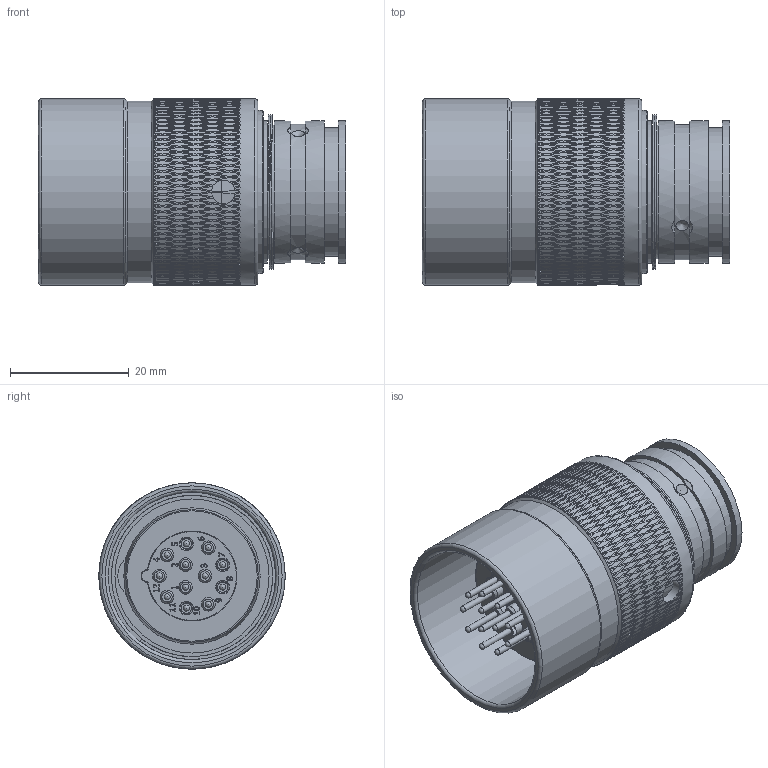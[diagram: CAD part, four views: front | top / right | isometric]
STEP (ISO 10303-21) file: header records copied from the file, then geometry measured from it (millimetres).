
FILE_DESCRIPTION(/* description */ (''),/* implementation_level */ '2;1');
FILE_NAME(/* name */ 'TrustLink MS CCP A 12 M.stp',/* time_stamp */ '2021-03-05T13:56:55+01:00',/* author */ ('sh'),/* organization */ (''),/* preprocessor_version */ 'ST-DEVELOPER v17.2',/* originating_system */ 'Autodesk Inventor 2019',/* authorisation */ '');
FILE_SCHEMA (('AUTOMOTIVE_DESIGN { 1 0 10303 214 3 1 1 }'));
Products named in the file (1): TrustLink MS CCP A 12 M
Bounding box: 51.8 x 31.4 x 31.4 mm (x, y, z)
Volume: 19502.2 mm3; surface area: 15256.2 mm2
Topology: 1 solids, 1 shells, 3645 faces, 9932 edges, 6648 vertices
Faces by surface type: bspline 2725, cylinder 641, plane 194, cone 55, torus 18, sphere 12
Full cylindrical faces by diameter (mm): 0.5 x12, 1.02 x12, 1.1 x12, 1.8 x24, 2.3 x12, 4 x1, 19 x1, 19.6 x1, 21.6 x1, 22.52 x1, 22.8 x1, 23 x1, 24 x4, 24.5 x2, 26 x1, 26.05 x1, 27.2 x1, 27.5 x2, 28.2 x2, 28.3 x2, 30.6 x1, 31.38 x1, 31.4 x2
Entity records: 227338 total; most frequent: CARTESIAN_POINT 154316, ORIENTED_EDGE 19810, EDGE_CURVE 9905, B_SPLINE_CURVE_WITH_KNOTS 7908, VERTEX_POINT 6648, DIRECTION 4664, EDGE_LOOP 4057, STYLED_ITEM 3646
